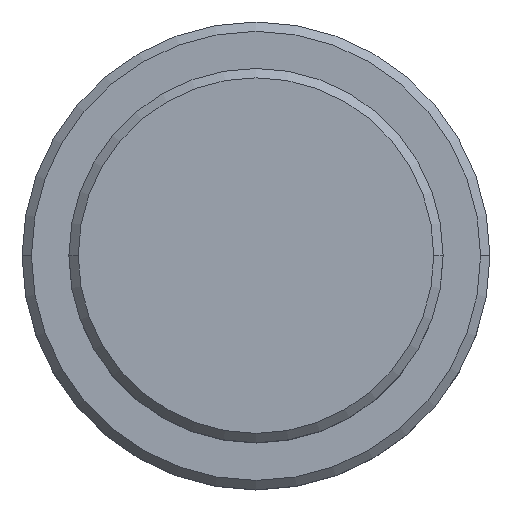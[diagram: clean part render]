
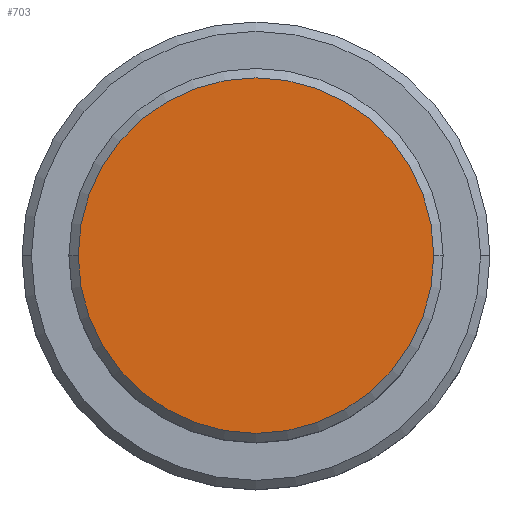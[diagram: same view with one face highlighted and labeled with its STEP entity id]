
A CAD part, top view. The second image highlights one B-rep face of the part: STEP entity #703.
In plain terms, the highlighted planar face has unit normal (0, 0, 1).
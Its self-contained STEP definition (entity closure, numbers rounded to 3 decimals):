
#56 = EDGE_CURVE ( 'NONE', #1177, #438, #494, .T. ) ;
#69 = CIRCLE ( 'NONE', #631, 9.5 ) ;
#121 = EDGE_LOOP ( 'NONE', ( #845, #710 ) ) ;
#173 = EDGE_CURVE ( 'NONE', #438, #1177, #69, .T. ) ;
#185 = PLANE ( 'NONE',  #335 ) ;
#332 = CARTESIAN_POINT ( 'NONE',  ( -9.5, 0., 0. ) ) ;
#335 = AXIS2_PLACEMENT_3D ( 'NONE', #826, #619, #1281 ) ;
#380 = DIRECTION ( 'NONE',  ( 0., 0., 1. ) ) ;
#438 = VERTEX_POINT ( 'NONE', #575 ) ;
#494 = CIRCLE ( 'NONE', #1359, 9.5 ) ;
#496 = FACE_OUTER_BOUND ( 'NONE', #121, .T. ) ;
#512 = DIRECTION ( 'NONE',  ( 1., 0., 0. ) ) ;
#575 = CARTESIAN_POINT ( 'NONE',  ( 9.5, 0., 0. ) ) ;
#619 = DIRECTION ( 'NONE',  ( 0., 0., 1. ) ) ;
#631 = AXIS2_PLACEMENT_3D ( 'NONE', #834, #1072, #512 ) ;
#703 = ADVANCED_FACE ( 'NONE', ( #496 ), #185, .T. ) ;
#710 = ORIENTED_EDGE ( 'NONE', *, *, #173, .T. ) ;
#802 = CARTESIAN_POINT ( 'NONE',  ( 0., 0., 0. ) ) ;
#826 = CARTESIAN_POINT ( 'NONE',  ( 0., 0., 0. ) ) ;
#834 = CARTESIAN_POINT ( 'NONE',  ( 0., 0., 0. ) ) ;
#845 = ORIENTED_EDGE ( 'NONE', *, *, #56, .T. ) ;
#1040 = DIRECTION ( 'NONE',  ( 1., 0., 0. ) ) ;
#1072 = DIRECTION ( 'NONE',  ( 0., 0., 1. ) ) ;
#1177 = VERTEX_POINT ( 'NONE', #332 ) ;
#1281 = DIRECTION ( 'NONE',  ( 1., 0., 0. ) ) ;
#1359 = AXIS2_PLACEMENT_3D ( 'NONE', #802, #380, #1040 ) ;
